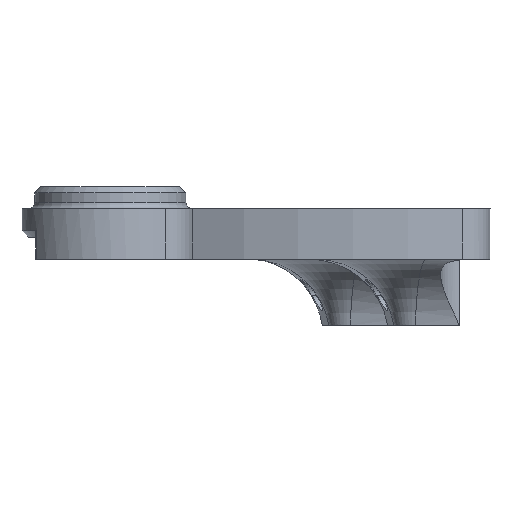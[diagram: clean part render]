
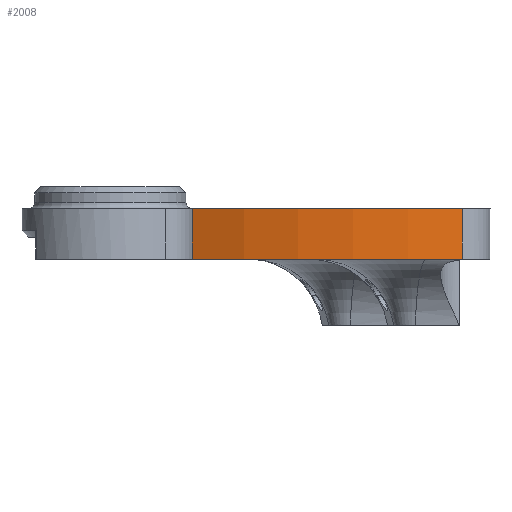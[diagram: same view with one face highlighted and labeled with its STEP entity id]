
A CAD part, front view. The second image highlights one B-rep face of the part: STEP entity #2008.
In plain terms, the highlighted cylindrical face has radius 60.629 mm (diameter 121.259 mm), a partial arc.
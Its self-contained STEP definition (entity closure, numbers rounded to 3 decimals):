
#71 = EDGE_CURVE ( 'NONE', #210, #1623, #3146, .T. ) ;
#76 = CARTESIAN_POINT ( 'NONE',  ( 123.174, -182.689, 0. ) ) ;
#77 = AXIS2_PLACEMENT_3D ( 'NONE', #1147, #1190, #994 ) ;
#129 = CARTESIAN_POINT ( 'NONE',  ( 165.94, -186.778, 8. ) ) ;
#179 = CARTESIAN_POINT ( 'NONE',  ( 123.174, -182.689, 145.107 ) ) ;
#210 = VERTEX_POINT ( 'NONE', #129 ) ;
#639 = CARTESIAN_POINT ( 'NONE',  ( 149.954, -128.295, 145.107 ) ) ;
#975 = EDGE_CURVE ( 'NONE', #210, #3557, #2813, .T. ) ;
#994 = DIRECTION ( 'NONE',  ( 1., 0., 0. ) ) ;
#1147 = CARTESIAN_POINT ( 'NONE',  ( 149.954, -128.295, 0. ) ) ;
#1176 = EDGE_CURVE ( 'NONE', #1229, #3557, #1523, .T. ) ;
#1190 = DIRECTION ( 'NONE',  ( 0., 0., 1. ) ) ;
#1229 = VERTEX_POINT ( 'NONE', #76 ) ;
#1243 = CYLINDRICAL_SURFACE ( 'NONE', #1853, 60.629 ) ;
#1331 = FACE_OUTER_BOUND ( 'NONE', #1637, .T. ) ;
#1405 = DIRECTION ( 'NONE',  ( 0., 0., -1. ) ) ;
#1440 = DIRECTION ( 'NONE',  ( 0., 0., -1. ) ) ;
#1443 = CARTESIAN_POINT ( 'NONE',  ( 165.94, -186.778, 145.107 ) ) ;
#1453 = DIRECTION ( 'NONE',  ( -1., 0., 0. ) ) ;
#1523 = CIRCLE ( 'NONE', #77, 60.629 ) ;
#1623 = VERTEX_POINT ( 'NONE', #2201 ) ;
#1637 = EDGE_LOOP ( 'NONE', ( #1737, #2639, #3221, #3343 ) ) ;
#1728 = CARTESIAN_POINT ( 'NONE',  ( 149.954, -128.295, 8. ) ) ;
#1737 = ORIENTED_EDGE ( 'NONE', *, *, #2099, .T. ) ;
#1741 = LINE ( 'NONE', #179, #2183 ) ;
#1853 = AXIS2_PLACEMENT_3D ( 'NONE', #639, #2446, #1453 ) ;
#2008 = ADVANCED_FACE ( 'NONE', ( #1331 ), #1243, .T. ) ;
#2050 = VECTOR ( 'NONE', #1405, 1000. ) ;
#2091 = AXIS2_PLACEMENT_3D ( 'NONE', #1728, #1440, #2317 ) ;
#2099 = EDGE_CURVE ( 'NONE', #1623, #1229, #1741, .T. ) ;
#2183 = VECTOR ( 'NONE', #2966, 1000. ) ;
#2201 = CARTESIAN_POINT ( 'NONE',  ( 123.174, -182.689, 8. ) ) ;
#2249 = CARTESIAN_POINT ( 'NONE',  ( 165.94, -186.778, 0. ) ) ;
#2317 = DIRECTION ( 'NONE',  ( -1., 0., 0. ) ) ;
#2446 = DIRECTION ( 'NONE',  ( 0., 0., -1. ) ) ;
#2639 = ORIENTED_EDGE ( 'NONE', *, *, #1176, .T. ) ;
#2813 = LINE ( 'NONE', #1443, #2050 ) ;
#2966 = DIRECTION ( 'NONE',  ( 0., 0., -1. ) ) ;
#3146 = CIRCLE ( 'NONE', #2091, 60.629 ) ;
#3221 = ORIENTED_EDGE ( 'NONE', *, *, #975, .F. ) ;
#3343 = ORIENTED_EDGE ( 'NONE', *, *, #71, .T. ) ;
#3557 = VERTEX_POINT ( 'NONE', #2249 ) ;
